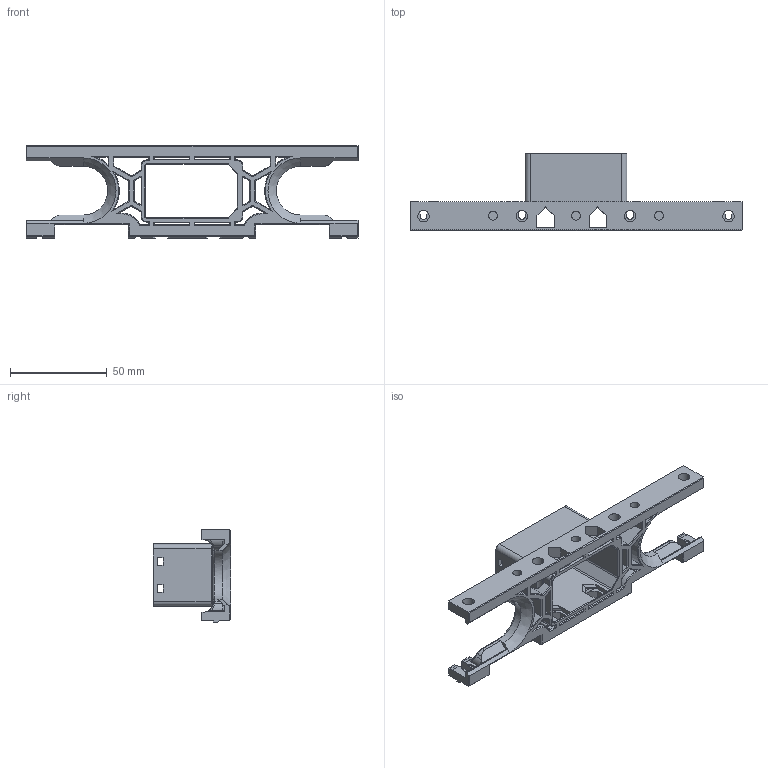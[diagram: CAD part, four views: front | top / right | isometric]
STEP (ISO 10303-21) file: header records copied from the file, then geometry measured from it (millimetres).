
FILE_DESCRIPTION (( 'STEP AP214' ), '1' );
FILE_NAME ('new_rear_skirt_with_key.STEP', '2021-09-27T17:16:33', ( '' ), ( '' ), 'SwSTEP 2.0', 'SolidWorks 2021', '' );
FILE_SCHEMA (( 'AUTOMOTIVE_DESIGN' ));
Length unit declared in the file: millimetre
Products named in the file (1): new_rear_skirt_with_key
Bounding box: 172 x 40 x 48 mm (x, y, z)
Volume: 43728.3 mm3; surface area: 30913.6 mm2
Topology: 1 solids, 1 shells, 533 faces, 1478 edges, 924 vertices
Faces by surface type: plane 358, cylinder 87, bspline 38, cone 32, torus 18
Entity records: 18282 total; most frequent: CARTESIAN_POINT 5002, ORIENTED_EDGE 2940, DIRECTION 2538, EDGE_CURVE 1470, LINE 1034, VECTOR 1034, VERTEX_POINT 924, AXIS2_PLACEMENT_3D 752
